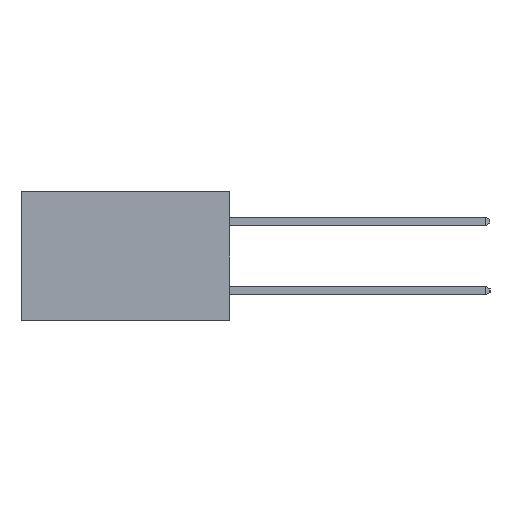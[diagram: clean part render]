
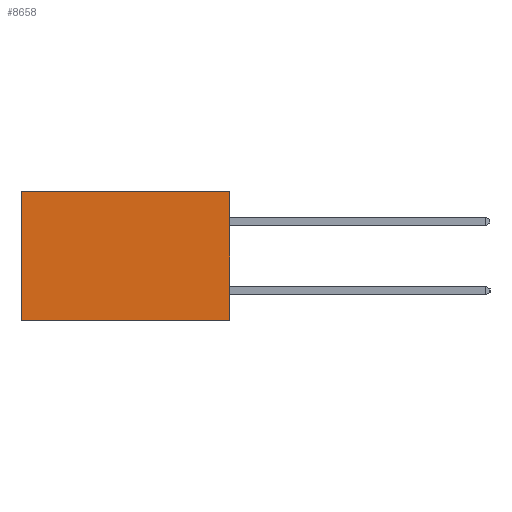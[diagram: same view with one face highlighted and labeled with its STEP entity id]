
A CAD part, left-side view. The second image highlights one B-rep face of the part: STEP entity #8658.
In plain terms, the highlighted planar face has unit normal (-1, 0, 0).
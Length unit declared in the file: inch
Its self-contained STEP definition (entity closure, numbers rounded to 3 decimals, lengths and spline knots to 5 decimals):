
#365 = DIRECTION ( 'NONE',  ( 0., 0., -1. ) ) ;
#1450 = PLANE ( 'NONE',  #6772 ) ;
#1572 = ORIENTED_EDGE ( 'NONE', *, *, #1876, .T. ) ;
#1841 = CARTESIAN_POINT ( 'NONE',  ( 0.2615, 0., 0. ) ) ;
#1876 = EDGE_CURVE ( 'NONE', #6723, #11304, #12764, .T. ) ;
#2695 = DIRECTION ( 'NONE',  ( 1., 0., 0. ) ) ;
#3155 = LINE ( 'NONE', #14949, #6033 ) ;
#4126 = EDGE_CURVE ( 'NONE', #11304, #10528, #3155, .T. ) ;
#4298 = DIRECTION ( 'NONE',  ( 0., 1., 0. ) ) ;
#4407 = CARTESIAN_POINT ( 'NONE',  ( 0.2615, 0., -0.37 ) ) ;
#4443 = DIRECTION ( 'NONE',  ( 0., 0., -1. ) ) ;
#4473 = CARTESIAN_POINT ( 'NONE',  ( 0.2615, 0., -0.37 ) ) ;
#4657 = VERTEX_POINT ( 'NONE', #9771 ) ;
#5020 = EDGE_CURVE ( 'NONE', #6723, #4657, #6231, .T. ) ;
#5153 = CARTESIAN_POINT ( 'NONE',  ( 0.2615, 0.6, 0. ) ) ;
#5278 = DIRECTION ( 'NONE',  ( 0., 1., 0. ) ) ;
#5985 = LINE ( 'NONE', #4473, #15473 ) ;
#6033 = VECTOR ( 'NONE', #4443, 39.37008 ) ;
#6195 = EDGE_CURVE ( 'NONE', #4657, #10528, #5985, .T. ) ;
#6220 = ORIENTED_EDGE ( 'NONE', *, *, #4126, .T. ) ;
#6231 = LINE ( 'NONE', #4407, #9196 ) ;
#6285 = EDGE_LOOP ( 'NONE', ( #6220, #9593, #12492, #1572 ) ) ;
#6723 = VERTEX_POINT ( 'NONE', #1841 ) ;
#6772 = AXIS2_PLACEMENT_3D ( 'NONE', #15021, #2695, #11429 ) ;
#7588 = CARTESIAN_POINT ( 'NONE',  ( 0.2615, 0.6, -0.37 ) ) ;
#7726 = CARTESIAN_POINT ( 'NONE',  ( 0.2615, 0., 0. ) ) ;
#8658 = ADVANCED_FACE ( 'NONE', ( #12032 ), #1450, .F. ) ;
#9196 = VECTOR ( 'NONE', #365, 39.37008 ) ;
#9593 = ORIENTED_EDGE ( 'NONE', *, *, #6195, .F. ) ;
#9771 = CARTESIAN_POINT ( 'NONE',  ( 0.2615, 0., -0.37 ) ) ;
#10528 = VERTEX_POINT ( 'NONE', #7588 ) ;
#11304 = VERTEX_POINT ( 'NONE', #5153 ) ;
#11429 = DIRECTION ( 'NONE',  ( 0., 0., -1. ) ) ;
#12032 = FACE_OUTER_BOUND ( 'NONE', #6285, .T. ) ;
#12492 = ORIENTED_EDGE ( 'NONE', *, *, #5020, .F. ) ;
#12764 = LINE ( 'NONE', #7726, #15593 ) ;
#14949 = CARTESIAN_POINT ( 'NONE',  ( 0.2615, 0.6, -0.37 ) ) ;
#15021 = CARTESIAN_POINT ( 'NONE',  ( 0.2615, 0., -0.37 ) ) ;
#15473 = VECTOR ( 'NONE', #4298, 39.37008 ) ;
#15593 = VECTOR ( 'NONE', #5278, 39.37008 ) ;
